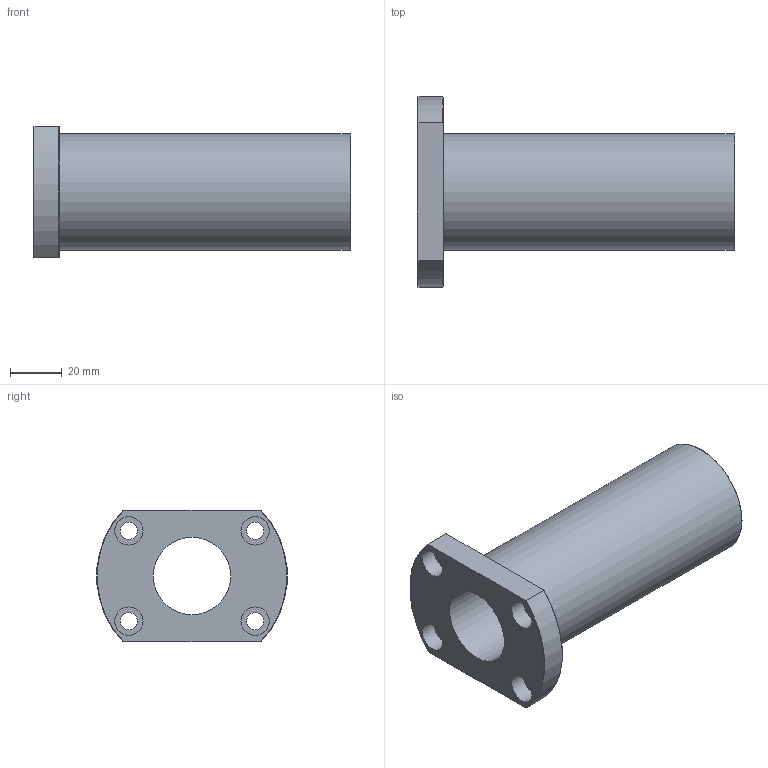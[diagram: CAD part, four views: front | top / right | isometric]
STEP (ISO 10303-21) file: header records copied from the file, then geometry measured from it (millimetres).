
FILE_DESCRIPTION(/* description */ ('STEP AP203'),/* implementation_level */ '2;1');
FILE_NAME(/* name */ 'LMH30L',/* time_stamp */ '2024-02-28T11:22:26+01:00',/* author */ ('License CC BY-ND 4.0'),/* organization */ ('CADENAS'),/* preprocessor_version */ 'ST-DEVELOPER v19.3',/* originating_system */ 'PARTsolutions',/* authorisation */ ' ');
FILE_SCHEMA (('CONFIG_CONTROL_DESIGN'));
Length unit declared in the file: millimetre
Products named in the file (1): LMH30L
Bounding box: 123 x 73.74 x 51 mm (x, y, z)
Volume: 124313.9 mm3; surface area: 36133.4 mm2
Topology: 1 solids, 1 shells, 26 faces, 56 edges, 37 vertices
Faces by surface type: cylinder 12, plane 9, torus 5
Full cylindrical faces by diameter (mm): 6.6 x4, 11 x4, 30 x1, 45 x1
Entity records: 724 total; most frequent: CARTESIAN_POINT 133, DIRECTION 120, ORIENTED_EDGE 90, AXIS2_PLACEMENT_3D 56, EDGE_LOOP 52, FACE_BOUND 52, EDGE_CURVE 45, VERTEX_POINT 37
